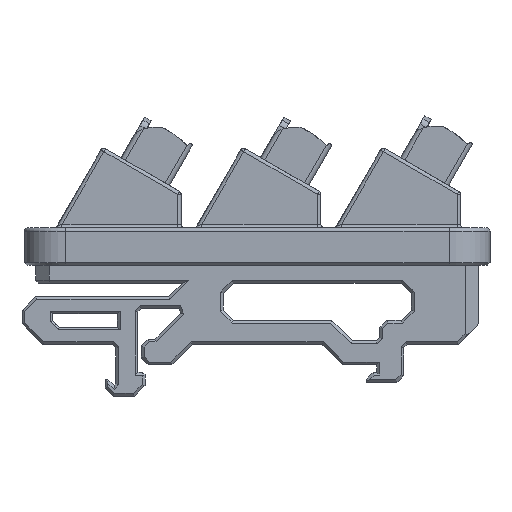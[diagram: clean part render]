
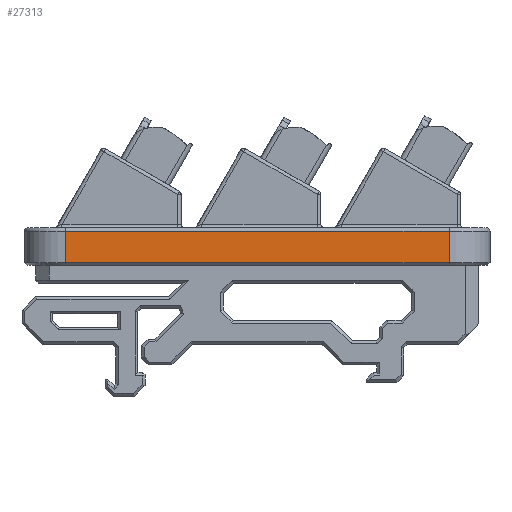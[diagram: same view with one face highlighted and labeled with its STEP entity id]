
A CAD part, left-side view. The second image highlights one B-rep face of the part: STEP entity #27313.
In plain terms, the highlighted planar face has unit normal (-1, 0, 0).
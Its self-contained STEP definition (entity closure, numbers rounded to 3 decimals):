
#983=PLANE('',#29729);
#2408=FACE_OUTER_BOUND('',#3952,.T.);
#3952=EDGE_LOOP('',(#23540,#23541,#23542,#23543));
#7498=LINE('',#45814,#10078);
#7503=LINE('',#45830,#10083);
#7513=LINE('',#45880,#10093);
#7516=LINE('',#45886,#10096);
#10078=VECTOR('',#35718,10.);
#10083=VECTOR('',#35737,10.);
#10093=VECTOR('',#35799,10.);
#10096=VECTOR('',#35808,10.);
#12510=VERTEX_POINT('',#45808);
#12511=VERTEX_POINT('',#45812);
#12515=VERTEX_POINT('',#45828);
#12521=VERTEX_POINT('',#45847);
#16054=EDGE_CURVE('',#12511,#12510,#7498,.T.);
#16062=EDGE_CURVE('',#12515,#12511,#7503,.T.);
#16087=EDGE_CURVE('',#12510,#12521,#7513,.T.);
#16090=EDGE_CURVE('',#12521,#12515,#7516,.T.);
#23540=ORIENTED_EDGE('',*,*,#16054,.F.);
#23541=ORIENTED_EDGE('',*,*,#16062,.F.);
#23542=ORIENTED_EDGE('',*,*,#16090,.F.);
#23543=ORIENTED_EDGE('',*,*,#16087,.F.);
#27313=ADVANCED_FACE('',(#2408),#983,.T.);
#29729=AXIS2_PLACEMENT_3D('',#47020,#36478,#36479);
#35718=DIRECTION('',(0.,1.,0.));
#35737=DIRECTION('',(0.,0.,-1.));
#35799=DIRECTION('',(0.,0.,1.));
#35808=DIRECTION('',(0.,-1.,0.));
#36478=DIRECTION('center_axis',(-1.,0.,0.));
#36479=DIRECTION('ref_axis',(0.,-1.,0.));
#45808=CARTESIAN_POINT('',(8.4,64.,2.9));
#45812=CARTESIAN_POINT('',(8.4,7.703,2.9));
#45814=CARTESIAN_POINT('',(8.4,52.5,2.9));
#45828=CARTESIAN_POINT('',(8.4,7.703,7.5));
#45830=CARTESIAN_POINT('',(8.4,7.703,0.));
#45847=CARTESIAN_POINT('',(8.4,64.,7.5));
#45880=CARTESIAN_POINT('',(8.4,64.,0.));
#45886=CARTESIAN_POINT('',(8.4,52.5,7.5));
#47020=CARTESIAN_POINT('Origin',(8.4,70.,0.));
